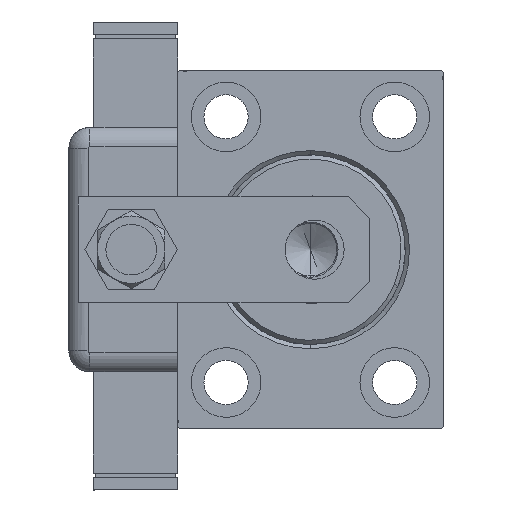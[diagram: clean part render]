
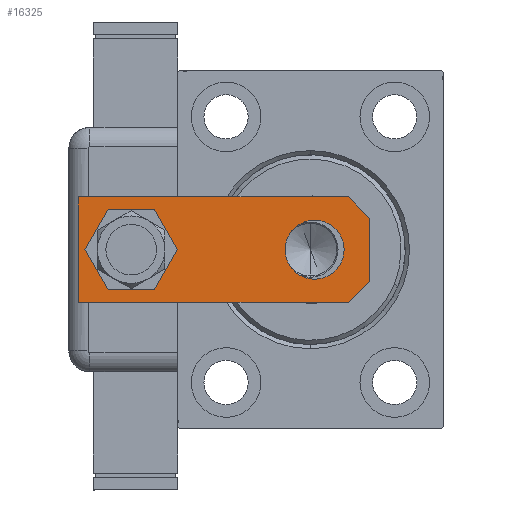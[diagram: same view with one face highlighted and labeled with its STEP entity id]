
A CAD part, left-side view. The second image highlights one B-rep face of the part: STEP entity #16325.
In plain terms, the highlighted face is planar.
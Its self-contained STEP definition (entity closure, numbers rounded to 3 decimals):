
#944 = AXIS2_PLACEMENT_3D ( 'NONE', #35707, #31181, #57893 ) ;
#1376 = ORIENTED_EDGE ( 'NONE', *, *, #28281, .T. ) ;
#1883 = VECTOR ( 'NONE', #13213, 1000. ) ;
#2255 = VERTEX_POINT ( 'NONE', #47447 ) ;
#4373 = ORIENTED_EDGE ( 'NONE', *, *, #6766, .F. ) ;
#4414 = ORIENTED_EDGE ( 'NONE', *, *, #33626, .T. ) ;
#4697 = AXIS2_PLACEMENT_3D ( 'NONE', #51500, #52408, #37850 ) ;
#5074 = DIRECTION ( 'NONE',  ( 0., -1., 0. ) ) ;
#6766 = EDGE_CURVE ( 'NONE', #58940, #59628, #38670, .T. ) ;
#7326 = ORIENTED_EDGE ( 'NONE', *, *, #50595, .T. ) ;
#7433 = LINE ( 'NONE', #31611, #42136 ) ;
#8509 = VERTEX_POINT ( 'NONE', #56947 ) ;
#9228 = ORIENTED_EDGE ( 'NONE', *, *, #12556, .T. ) ;
#9395 = DIRECTION ( 'NONE',  ( 1., 0., 0. ) ) ;
#9632 = CIRCLE ( 'NONE', #944, 7. ) ;
#12424 = CIRCLE ( 'NONE', #4697, 7. ) ;
#12556 = EDGE_CURVE ( 'NONE', #24425, #22559, #46819, .T. ) ;
#13008 = CARTESIAN_POINT ( 'NONE',  ( -12.5, 5., 0. ) ) ;
#13213 = DIRECTION ( 'NONE',  ( -0.707, -0.707, 0. ) ) ;
#14946 = DIRECTION ( 'NONE',  ( -0.707, 0.707, 0. ) ) ;
#15014 = EDGE_CURVE ( 'NONE', #22559, #24425, #50799, .T. ) ;
#16325 = ADVANCED_FACE ( 'NONE', ( #51200, #37257, #23011 ), #33010, .F. ) ;
#18900 = ORIENTED_EDGE ( 'NONE', *, *, #15014, .T. ) ;
#18953 = CARTESIAN_POINT ( 'NONE',  ( 12.5, 5., 0. ) ) ;
#19838 = AXIS2_PLACEMENT_3D ( 'NONE', #37314, #28821, #33368 ) ;
#21006 = ORIENTED_EDGE ( 'NONE', *, *, #41968, .F. ) ;
#21507 = ORIENTED_EDGE ( 'NONE', *, *, #51362, .T. ) ;
#22325 = VERTEX_POINT ( 'NONE', #13008 ) ;
#22559 = VERTEX_POINT ( 'NONE', #44092 ) ;
#23011 = FACE_BOUND ( 'NONE', #27567, .T. ) ;
#23188 = CARTESIAN_POINT ( 'NONE',  ( -7.5, 0., 0. ) ) ;
#23651 = CARTESIAN_POINT ( 'NONE',  ( 7.5, 0., 0. ) ) ;
#24425 = VERTEX_POINT ( 'NONE', #40003 ) ;
#26883 = LINE ( 'NONE', #46563, #36385 ) ;
#27567 = EDGE_LOOP ( 'NONE', ( #18900, #9228 ) ) ;
#28281 = EDGE_CURVE ( 'NONE', #2255, #30861, #12424, .T. ) ;
#28647 = DIRECTION ( 'NONE',  ( 0., 1., 0. ) ) ;
#28821 = DIRECTION ( 'NONE',  ( 0., 0., 1. ) ) ;
#29257 = LINE ( 'NONE', #51081, #30908 ) ;
#29438 = AXIS2_PLACEMENT_3D ( 'NONE', #39060, #52401, #34501 ) ;
#29580 = CARTESIAN_POINT ( 'NONE',  ( 12.5, 69., 0. ) ) ;
#30861 = VERTEX_POINT ( 'NONE', #50384 ) ;
#30908 = VECTOR ( 'NONE', #28647, 1000. ) ;
#31181 = DIRECTION ( 'NONE',  ( 0., 0., 1. ) ) ;
#31611 = CARTESIAN_POINT ( 'NONE',  ( -12.5, 0., 0. ) ) ;
#33010 = PLANE ( 'NONE',  #34234 ) ;
#33368 = DIRECTION ( 'NONE',  ( 1., 0., 0. ) ) ;
#33626 = EDGE_CURVE ( 'NONE', #8509, #54906, #50178, .T. ) ;
#33716 = LINE ( 'NONE', #41906, #40582 ) ;
#34234 = AXIS2_PLACEMENT_3D ( 'NONE', #46348, #42396, #9395 ) ;
#34501 = DIRECTION ( 'NONE',  ( 1., 0., 0. ) ) ;
#35092 = VECTOR ( 'NONE', #57472, 1000. ) ;
#35300 = ORIENTED_EDGE ( 'NONE', *, *, #51006, .F. ) ;
#35707 = CARTESIAN_POINT ( 'NONE',  ( 0., 56.5, 0. ) ) ;
#35917 = CARTESIAN_POINT ( 'NONE',  ( -12.5, 69., 0. ) ) ;
#36385 = VECTOR ( 'NONE', #5074, 1000. ) ;
#37257 = FACE_BOUND ( 'NONE', #42397, .T. ) ;
#37314 = CARTESIAN_POINT ( 'NONE',  ( 0., 13., 0. ) ) ;
#37850 = DIRECTION ( 'NONE',  ( 1., 0., 0. ) ) ;
#38670 = LINE ( 'NONE', #29580, #35092 ) ;
#38817 = EDGE_LOOP ( 'NONE', ( #43704, #21507, #21006, #4373, #35300, #4414 ) ) ;
#39060 = CARTESIAN_POINT ( 'NONE',  ( 0., 13., 0. ) ) ;
#40003 = CARTESIAN_POINT ( 'NONE',  ( 7., 13., 0. ) ) ;
#40582 = VECTOR ( 'NONE', #14946, 1000. ) ;
#40876 = EDGE_CURVE ( 'NONE', #53434, #54906, #7433, .T. ) ;
#41906 = CARTESIAN_POINT ( 'NONE',  ( -7.5, 0., 0. ) ) ;
#41968 = EDGE_CURVE ( 'NONE', #59628, #22325, #26883, .T. ) ;
#42136 = VECTOR ( 'NONE', #49216, 1000. ) ;
#42396 = DIRECTION ( 'NONE',  ( 0., 0., 1. ) ) ;
#42397 = EDGE_LOOP ( 'NONE', ( #7326, #1376 ) ) ;
#43704 = ORIENTED_EDGE ( 'NONE', *, *, #40876, .F. ) ;
#44092 = CARTESIAN_POINT ( 'NONE',  ( -7., 13., 0. ) ) ;
#46348 = CARTESIAN_POINT ( 'NONE',  ( 0., 0., 0. ) ) ;
#46563 = CARTESIAN_POINT ( 'NONE',  ( -12.5, 69., 0. ) ) ;
#46819 = CIRCLE ( 'NONE', #29438, 7. ) ;
#47447 = CARTESIAN_POINT ( 'NONE',  ( 7., 56.5, 0. ) ) ;
#49216 = DIRECTION ( 'NONE',  ( 1., 0., 0. ) ) ;
#50178 = LINE ( 'NONE', #18953, #1883 ) ;
#50384 = CARTESIAN_POINT ( 'NONE',  ( -7., 56.5, 0. ) ) ;
#50595 = EDGE_CURVE ( 'NONE', #30861, #2255, #9632, .T. ) ;
#50799 = CIRCLE ( 'NONE', #19838, 7. ) ;
#51006 = EDGE_CURVE ( 'NONE', #8509, #58940, #29257, .T. ) ;
#51081 = CARTESIAN_POINT ( 'NONE',  ( 12.5, 0., 0. ) ) ;
#51200 = FACE_OUTER_BOUND ( 'NONE', #38817, .T. ) ;
#51362 = EDGE_CURVE ( 'NONE', #53434, #22325, #33716, .T. ) ;
#51500 = CARTESIAN_POINT ( 'NONE',  ( 0., 56.5, 0. ) ) ;
#52401 = DIRECTION ( 'NONE',  ( 0., 0., 1. ) ) ;
#52408 = DIRECTION ( 'NONE',  ( 0., 0., 1. ) ) ;
#53434 = VERTEX_POINT ( 'NONE', #23188 ) ;
#54906 = VERTEX_POINT ( 'NONE', #23651 ) ;
#55610 = CARTESIAN_POINT ( 'NONE',  ( 12.5, 69., 0. ) ) ;
#56947 = CARTESIAN_POINT ( 'NONE',  ( 12.5, 5., 0. ) ) ;
#57472 = DIRECTION ( 'NONE',  ( -1., 0., 0. ) ) ;
#57893 = DIRECTION ( 'NONE',  ( 1., 0., 0. ) ) ;
#58940 = VERTEX_POINT ( 'NONE', #55610 ) ;
#59628 = VERTEX_POINT ( 'NONE', #35917 ) ;
